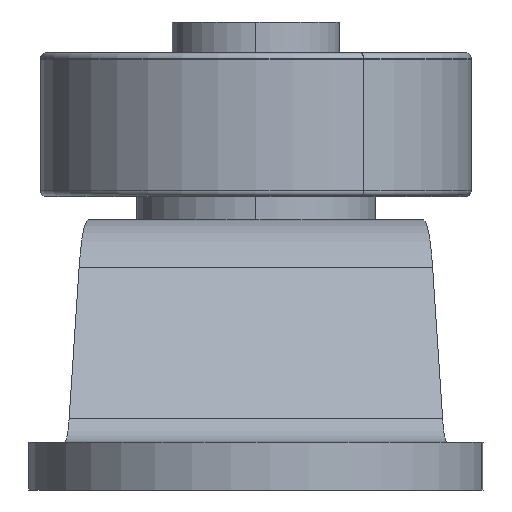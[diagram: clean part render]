
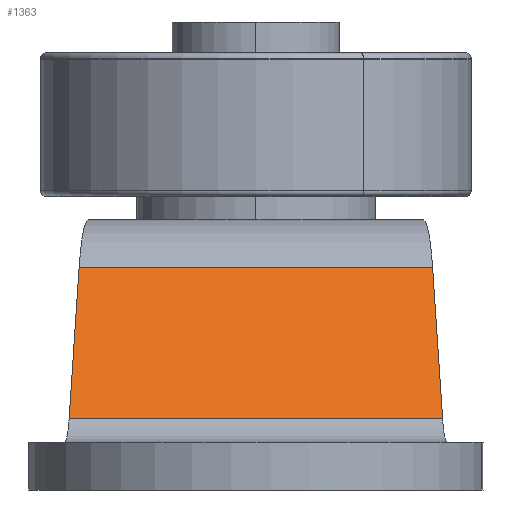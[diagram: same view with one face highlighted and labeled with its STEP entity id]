
A CAD part, front view. The second image highlights one B-rep face of the part: STEP entity #1363.
In plain terms, the highlighted planar face has unit normal (0, -0.86, 0.51).
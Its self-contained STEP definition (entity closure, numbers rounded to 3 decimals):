
#1363=ADVANCED_FACE('',(#3558),#3559,.F.);
#2663=VERTEX_POINT('',#4869);
#2667=VERTEX_POINT('',#4873);
#2671=EDGE_CURVE('',#2667,#2663,#4877,.T.);
#2673=VERTEX_POINT('',#4879);
#2675=EDGE_CURVE('',#2663,#2673,#4881,.T.);
#2677=VERTEX_POINT('',#4883);
#2679=EDGE_CURVE('',#2677,#2667,#4885,.T.);
#2681=EDGE_CURVE('',#2677,#2673,#4887,.T.);
#3558=FACE_OUTER_BOUND('',#5789,.T.);
#3559=PLANE('',#5790);
#4869=CARTESIAN_POINT('',(1.664,25.186,2.98));
#4873=CARTESIAN_POINT('',(17.267,25.186,2.98));
#4877=LINE('',#7770,#7771);
#4879=CARTESIAN_POINT('',(2.082,28.924,9.289));
#4881=LINE('',#7776,#7777);
#4883=CARTESIAN_POINT('',(16.849,28.924,9.289));
#4885=LINE('',#7782,#7783);
#4887=LINE('',#7786,#7787);
#5789=EDGE_LOOP('',(#9697,#9698,#9699,#9700));
#5790=AXIS2_PLACEMENT_3D('',#9701,#9702,#9703);
#7770=CARTESIAN_POINT('',(19.466,25.186,2.98));
#7771=VECTOR('',#10392,1.0);
#7776=CARTESIAN_POINT('',(1.405,22.87,-0.929));
#7777=VECTOR('',#10393,1.0);
#7782=CARTESIAN_POINT('',(17.168,26.077,4.483));
#7783=VECTOR('',#10394,1.0);
#7786=CARTESIAN_POINT('',(19.466,28.924,9.289));
#7787=VECTOR('',#10395,1.0);
#9697=ORIENTED_EDGE('',*,*,#2675,.F.);
#9698=ORIENTED_EDGE('',*,*,#2671,.F.);
#9699=ORIENTED_EDGE('',*,*,#2679,.F.);
#9700=ORIENTED_EDGE('',*,*,#2681,.T.);
#9701=CARTESIAN_POINT('',(19.466,25.186,2.98));
#9702=DIRECTION('',(0.0,0.86,-0.51));
#9703=DIRECTION('',(1.0,0.0,0.0));
#10392=DIRECTION('',(-1.0,0.0,0.0));
#10393=DIRECTION('',(0.057,0.509,0.859));
#10394=DIRECTION('',(0.057,-0.509,-0.859));
#10395=DIRECTION('',(-1.0,0.0,0.0));
